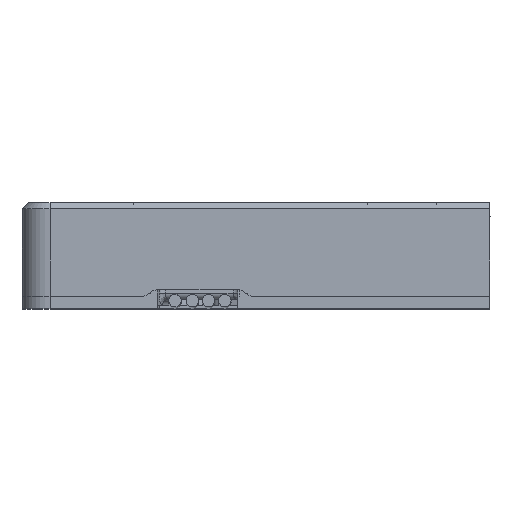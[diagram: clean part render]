
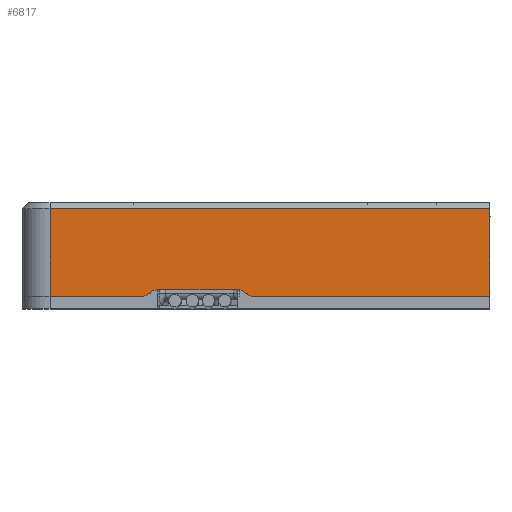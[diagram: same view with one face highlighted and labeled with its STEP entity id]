
A CAD part, top view. The second image highlights one B-rep face of the part: STEP entity #6817.
In plain terms, the highlighted planar face has unit normal (0, 0, 1).
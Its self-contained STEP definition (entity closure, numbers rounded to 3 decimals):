
#5234=DIRECTION('',(1.,0.,0.));
#5235=VECTOR('',#5234,2.95);
#5236=CARTESIAN_POINT('',(-6.6,0.4,7.));
#5237=LINE('',#5236,#5235);
#5304=CARTESIAN_POINT('',(-3.419,0.5,7.));
#5305=CARTESIAN_POINT('',(-3.45,0.466,7.));
#5306=CARTESIAN_POINT('',(-3.521,0.419,7.));
#5307=CARTESIAN_POINT('',(-3.605,0.4,7.));
#5308=CARTESIAN_POINT('',(-3.65,0.4,7.));
#5310=DIRECTION('',(1.,0.,0.));
#5311=VECTOR('',#5310,14.1);
#5312=CARTESIAN_POINT('',(-6.6,3.2,7.));
#5313=LINE('',#5312,#5311);
#5314=CARTESIAN_POINT('',(-0.101,0.4,7.));
#5315=CARTESIAN_POINT('',(-0.147,0.4,7.));
#5316=CARTESIAN_POINT('',(-0.23,0.419,7.));
#5317=CARTESIAN_POINT('',(-0.301,0.466,7.));
#5318=CARTESIAN_POINT('',(-0.332,0.5,7.));
#5320=CARTESIAN_POINT('',(-3.419,0.5,7.));
#5321=CARTESIAN_POINT('',(-3.388,0.534,7.));
#5322=CARTESIAN_POINT('',(-3.317,0.581,7.));
#5323=CARTESIAN_POINT('',(-3.233,0.6,7.));
#5324=CARTESIAN_POINT('',(-3.188,0.6,7.));
#5341=DIRECTION('',(1.,0.,0.));
#5342=VECTOR('',#5341,2.624);
#5343=CARTESIAN_POINT('',(-3.188,0.6,7.));
#5344=LINE('',#5343,#5342);
#5350=CARTESIAN_POINT('',(-0.564,0.6,7.));
#5351=CARTESIAN_POINT('',(-0.518,0.6,7.));
#5352=CARTESIAN_POINT('',(-0.434,0.581,7.));
#5353=CARTESIAN_POINT('',(-0.363,0.534,7.));
#5354=CARTESIAN_POINT('',(-0.332,0.5,7.));
#5382=DIRECTION('',(1.,0.,0.));
#5383=VECTOR('',#5382,7.601);
#5384=CARTESIAN_POINT('',(-0.101,0.4,7.));
#5385=LINE('',#5384,#5383);
#5443=DIRECTION('',(0.,1.,0.));
#5444=VECTOR('',#5443,2.8);
#5445=CARTESIAN_POINT('',(7.5,0.4,7.));
#5446=LINE('',#5445,#5444);
#5931=DIRECTION('',(0.,-1.,0.));
#5932=VECTOR('',#5931,2.8);
#5933=CARTESIAN_POINT('',(-6.6,3.2,7.));
#5934=LINE('',#5933,#5932);
#6357=CARTESIAN_POINT('',(-3.65,0.4,7.));
#6359=VERTEX_POINT('',#6357);
#6367=CARTESIAN_POINT('',(-6.6,0.4,7.));
#6368=VERTEX_POINT('',#6367);
#6401=VERTEX_POINT('',#5304);
#6404=VERTEX_POINT('',#5324);
#6405=CARTESIAN_POINT('',(-6.6,3.2,7.));
#6406=VERTEX_POINT('',#6405);
#6407=CARTESIAN_POINT('',(7.5,3.2,7.));
#6408=VERTEX_POINT('',#6407);
#6409=CARTESIAN_POINT('',(7.5,0.4,7.));
#6410=VERTEX_POINT('',#6409);
#6411=CARTESIAN_POINT('',(-0.101,0.4,7.));
#6412=VERTEX_POINT('',#6411);
#6413=VERTEX_POINT('',#5318);
#6414=VERTEX_POINT('',#5350);
#6792=CARTESIAN_POINT('',(-6.6,0.4,7.));
#6793=DIRECTION('',(0.,0.,1.));
#6794=DIRECTION('',(1.,0.,0.));
#6795=AXIS2_PLACEMENT_3D('',#6792,#6793,#6794);
#6796=PLANE('',#6795);
#6798=ORIENTED_EDGE('',*,*,#6797,.F.);
#6799=ORIENTED_EDGE('',*,*,#6783,.T.);
#6800=ORIENTED_EDGE('',*,*,#6736,.F.);
#6802=ORIENTED_EDGE('',*,*,#6801,.F.);
#6804=ORIENTED_EDGE('',*,*,#6803,.T.);
#6806=ORIENTED_EDGE('',*,*,#6805,.F.);
#6808=ORIENTED_EDGE('',*,*,#6807,.F.);
#6810=ORIENTED_EDGE('',*,*,#6809,.T.);
#6812=ORIENTED_EDGE('',*,*,#6811,.F.);
#6814=ORIENTED_EDGE('',*,*,#6813,.F.);
#6815=EDGE_LOOP('',(#6798,#6799,#6800,#6802,#6804,#6806,#6808,#6810,#6812,
#6814));
#6816=FACE_OUTER_BOUND('',#6815,.F.);
#5309=B_SPLINE_CURVE_WITH_KNOTS('',3,(#5304,#5305,#5306,#5307,#5308),
.UNSPECIFIED.,.F.,.F.,(4,1,4),(0.,0.5,1.),.UNSPECIFIED.);
#5319=B_SPLINE_CURVE_WITH_KNOTS('',3,(#5314,#5315,#5316,#5317,#5318),
.UNSPECIFIED.,.F.,.F.,(4,1,4),(0.,0.5,1.),.UNSPECIFIED.);
#5325=B_SPLINE_CURVE_WITH_KNOTS('',3,(#5320,#5321,#5322,#5323,#5324),
.UNSPECIFIED.,.F.,.F.,(4,1,4),(0.,0.5,1.),.UNSPECIFIED.);
#5355=B_SPLINE_CURVE_WITH_KNOTS('',3,(#5350,#5351,#5352,#5353,#5354),
.UNSPECIFIED.,.F.,.F.,(4,1,4),(0.,0.5,1.),.UNSPECIFIED.);
#6736=EDGE_CURVE('',#6368,#6359,#5237,.T.);
#6783=EDGE_CURVE('',#6401,#6359,#5309,.T.);
#6797=EDGE_CURVE('',#6401,#6404,#5325,.T.);
#6801=EDGE_CURVE('',#6406,#6368,#5934,.T.);
#6803=EDGE_CURVE('',#6406,#6408,#5313,.T.);
#6805=EDGE_CURVE('',#6410,#6408,#5446,.T.);
#6807=EDGE_CURVE('',#6412,#6410,#5385,.T.);
#6809=EDGE_CURVE('',#6412,#6413,#5319,.T.);
#6811=EDGE_CURVE('',#6414,#6413,#5355,.T.);
#6813=EDGE_CURVE('',#6404,#6414,#5344,.T.);
#6817=ADVANCED_FACE('',(#6816),#6796,.T.);
